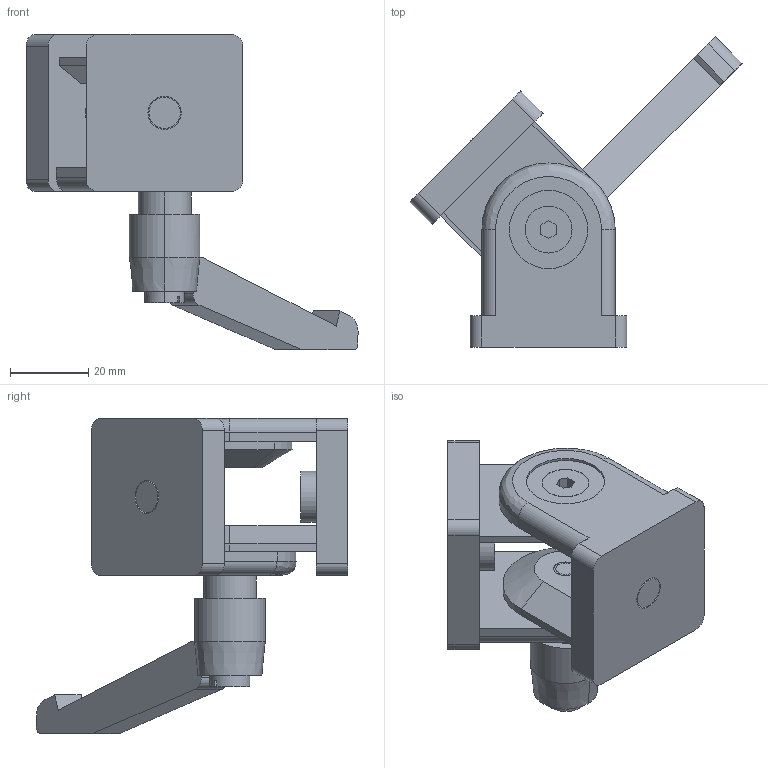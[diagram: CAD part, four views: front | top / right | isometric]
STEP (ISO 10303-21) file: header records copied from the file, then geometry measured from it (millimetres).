
FILE_DESCRIPTION (( 'STEP AP214' ), '1' );
FILE_NAME ('61213603', '2019-02-04T08:22:24', ( '' ), ('JUGARD+KÜNSTNER GmbH'), 'SwSTEP 2.0', 'SolidWorks 2017', '' );
FILE_SCHEMA (( 'AUTOMOTIVE_DESIGN' ));
Length unit declared in the file: millimetre
Products named in the file (4): Kopie von Gelenk-10 40 KH_3^61213603; Kopie von Klemmhebel_4^61213603; 61213603_CNAJF00; Kopie von Gelenk-10 40_9^61213603
Assembly tree (3 placements, depth 2):
  61213603_CNAJF00
    Kopie von Gelenk-10 40 KH_3^61213603
    Kopie von Gelenk-10 40_9^61213603
    Kopie von Klemmhebel_4^61213603
Bounding box: 84.71 x 79.36 x 80.4 mm (x, y, z)
Volume: 63270.8 mm3; surface area: 24571.6 mm2
Topology: 3 solids, 3 shells, 152 faces, 362 edges, 237 vertices
Faces by surface type: plane 90, cylinder 55, cone 5, bspline 2
Entity records: 5448 total; most frequent: CARTESIAN_POINT 995, DIRECTION 792, ORIENTED_EDGE 724, EDGE_CURVE 362, AXIS2_PLACEMENT_3D 278, VERTEX_POINT 237, VECTOR 236, LINE 236
